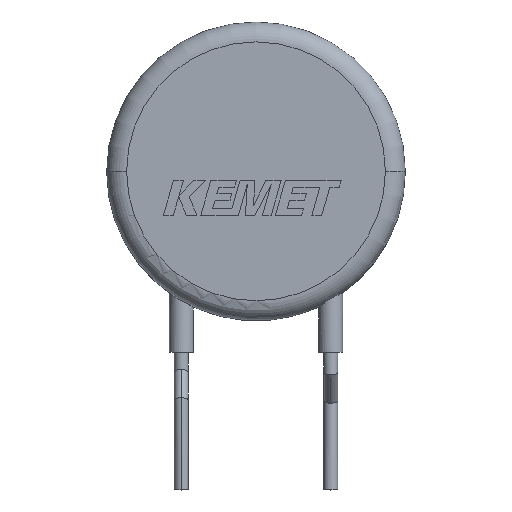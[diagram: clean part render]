
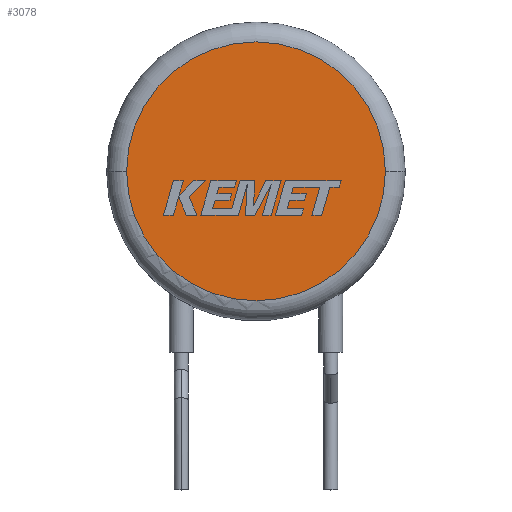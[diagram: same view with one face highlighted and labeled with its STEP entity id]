
A CAD part, top view. The second image highlights one B-rep face of the part: STEP entity #3078.
In plain terms, the highlighted planar face has unit normal (0, 0, 1).
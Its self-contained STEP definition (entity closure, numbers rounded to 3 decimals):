
#110 = CARTESIAN_POINT ( 'NONE',  ( -6.5, 0., 5. ) ) ;
#128 = CIRCLE ( 'NONE', #614, 6.5 ) ;
#219 = CARTESIAN_POINT ( 'NONE',  ( 0., 0., 5. ) ) ;
#537 = DIRECTION ( 'NONE',  ( 1., 0., 0. ) ) ;
#614 = AXIS2_PLACEMENT_3D ( 'NONE', #1980, #2233, #537 ) ;
#1077 = PLANE ( 'NONE',  #3358 ) ;
#1126 = EDGE_CURVE ( 'NONE', #3621, #2027, #128, .T. ) ;
#1619 = CARTESIAN_POINT ( 'NONE',  ( 0., 0., 5. ) ) ;
#1667 = DIRECTION ( 'NONE',  ( 1., 0., 0. ) ) ;
#1721 = CARTESIAN_POINT ( 'NONE',  ( 6.5, 0., 5. ) ) ;
#1980 = CARTESIAN_POINT ( 'NONE',  ( 0., 0., 5. ) ) ;
#2027 = VERTEX_POINT ( 'NONE', #1721 ) ;
#2147 = AXIS2_PLACEMENT_3D ( 'NONE', #1619, #2516, #3361 ) ;
#2233 = DIRECTION ( 'NONE',  ( 0., 0., 1. ) ) ;
#2331 = ORIENTED_EDGE ( 'NONE', *, *, #1126, .T. ) ;
#2384 = ORIENTED_EDGE ( 'NONE', *, *, #3676, .T. ) ;
#2406 = EDGE_LOOP ( 'NONE', ( #2384, #2331 ) ) ;
#2516 = DIRECTION ( 'NONE',  ( 0., 0., 1. ) ) ;
#3078 = ADVANCED_FACE ( 'NONE', ( #3670 ), #1077, .T. ) ;
#3358 = AXIS2_PLACEMENT_3D ( 'NONE', #219, #3369, #1667 ) ;
#3361 = DIRECTION ( 'NONE',  ( 1., 0., 0. ) ) ;
#3369 = DIRECTION ( 'NONE',  ( 0., 0., 1. ) ) ;
#3600 = CIRCLE ( 'NONE', #2147, 6.5 ) ;
#3621 = VERTEX_POINT ( 'NONE', #110 ) ;
#3670 = FACE_OUTER_BOUND ( 'NONE', #2406, .T. ) ;
#3676 = EDGE_CURVE ( 'NONE', #2027, #3621, #3600, .T. ) ;
